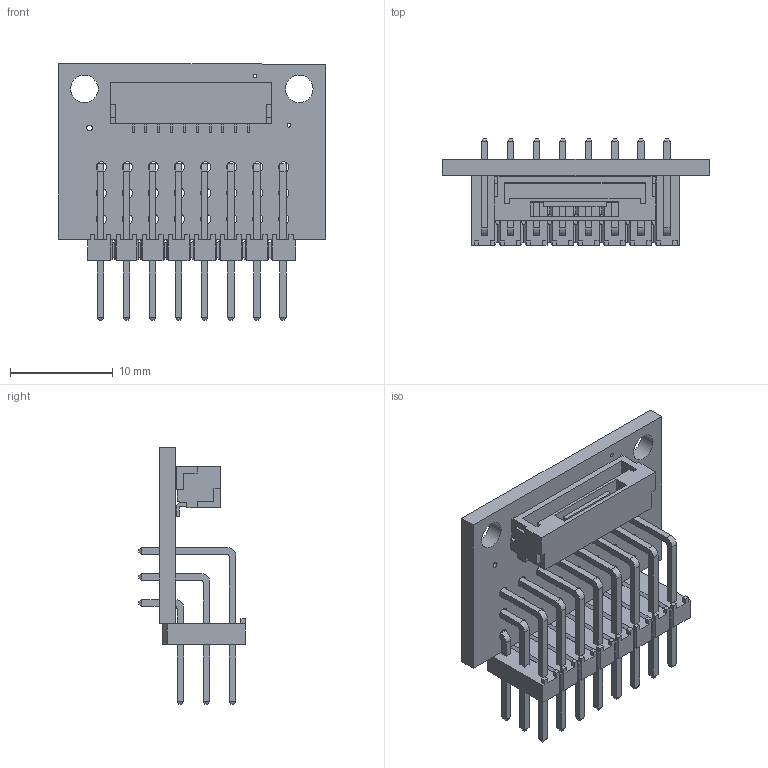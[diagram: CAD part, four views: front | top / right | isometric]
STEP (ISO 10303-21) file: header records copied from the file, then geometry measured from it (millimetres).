
FILE_DESCRIPTION(/* description */ (''),/* implementation_level */ '2;1');
FILE_NAME(/* name */ 'M0022_A_STEP v3 .step',/* time_stamp */ '2021-11-17T11:46:59-08:00',/* author */ (''),/* organization */ (''),/* preprocessor_version */ 'ST-DEVELOPER v18.1',/* originating_system */ 'Autodesk Translation Framework v10.10.0.1391',/* authorisation */ '');
FILE_SCHEMA (('AUTOMOTIVE_DESIGN { 1 0 10303 214 3 1 1 }'));
Length unit declared in the file: inch
Products named in the file (7): M0022_A_STEP v3; M0022_REVA v1; Board; SM10B-GHS-TB v1; TSW-108-08-F-T-RA v1; _TSW-108-08-F-T-RA_body; _T-1S6-08-TSW-1-08-8-RA-T
Assembly tree (6 placements, depth 3):
  M0022_A_STEP v3
    M0022_REVA v1
      Board
    SM10B-GHS-TB v1
    TSW-108-08-F-T-RA v1
      _TSW-108-08-F-T-RA_body
      _T-1S6-08-TSW-1-08-8-RA-T
Bounding box: 26.01 x 10.41 x 25.06 mm (x, y, z)
Volume: 1290.9 mm3; surface area: 3574.6 mm2
Topology: 4 solids, 4 shells, 1203 faces, 3177 edges, 2004 vertices
Faces by surface type: plane 1126, cylinder 77
Full cylindrical faces by diameter (mm): 0.35 x2, 0.55 x1, 1.016 x24, 2.692 x2
Entity records: 37684 total; most frequent: CARTESIAN_POINT 6397, ORIENTED_EDGE 6354, DIRECTION 5763, EDGE_CURVE 3177, LINE 3023, VECTOR 3023, VERTEX_POINT 2004, AXIS2_PLACEMENT_3D 1370
